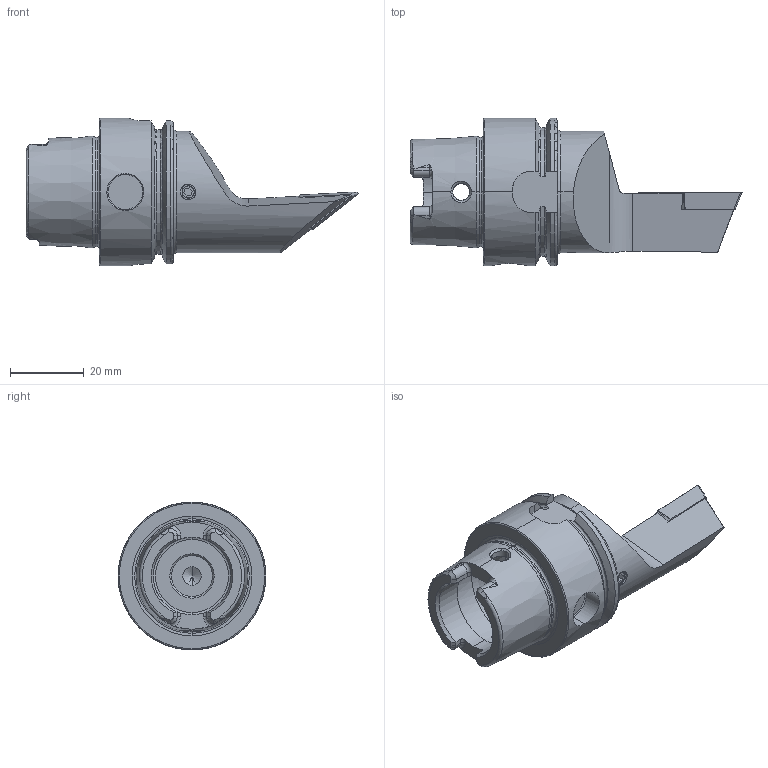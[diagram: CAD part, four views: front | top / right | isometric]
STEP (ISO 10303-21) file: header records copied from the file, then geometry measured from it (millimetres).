
FILE_DESCRIPTION (( 'STEP AP214' ), '1' );
FILE_NAME ('HA4.KVB.LJA.070-F0.STEP', '2024-02-02T15:07:36', ( '' ), ( '' ), 'SwSTEP 2.0', 'SolidWorks 2022', '' );
FILE_SCHEMA (( 'AUTOMOTIVE_DESIGN' ));
Length unit declared in the file: millimetre
Products named in the file (5): HA4-KVB.LJA.070-F0_A; ISO 4026 - M4 x 5; VCMT160404; HA4.KVB.LJA.070-F0; WCB-ER2.001.009_A
Assembly tree (4 placements, depth 2):
  HA4.KVB.LJA.070-F0
    HA4-KVB.LJA.070-F0_A
    WCB-ER2.001.009_A
    VCMT160404
    ISO 4026 - M4 x 5
Bounding box: 89.9 x 40 x 40 mm (x, y, z)
Volume: 38635.4 mm3; surface area: 13562.9 mm2
Topology: 4 solids, 4 shells, 293 faces, 760 edges, 471 vertices
Faces by surface type: plane 88, cylinder 84, cone 60, torus 39, bspline 20, sphere 2
Entity records: 12483 total; most frequent: CARTESIAN_POINT 3794, ORIENTED_EDGE 1500, DIRECTION 1344, EDGE_CURVE 750, AXIS2_PLACEMENT_3D 529, VERTEX_POINT 471, EDGE_LOOP 309, FACE_OUTER_BOUND 293
